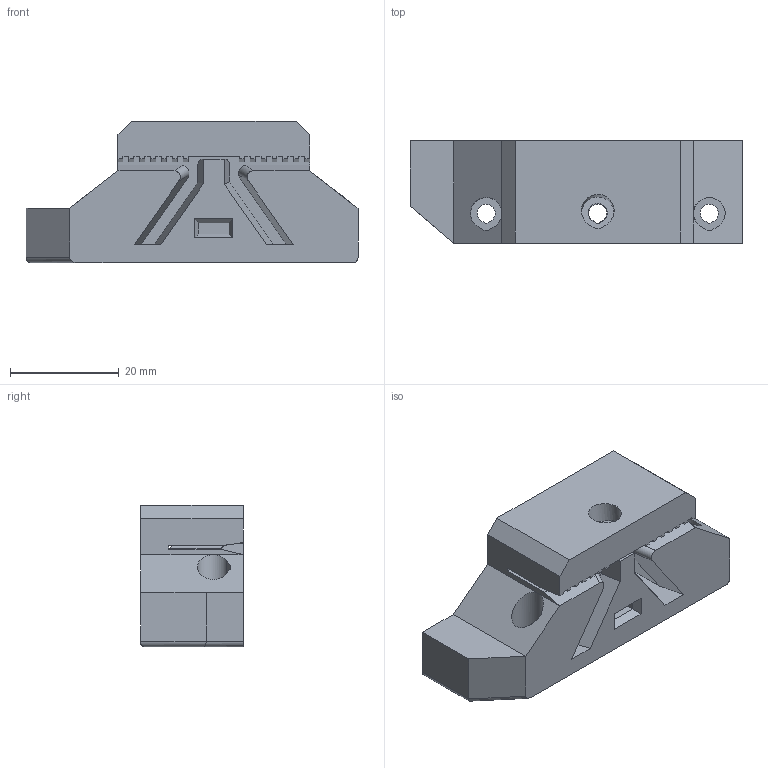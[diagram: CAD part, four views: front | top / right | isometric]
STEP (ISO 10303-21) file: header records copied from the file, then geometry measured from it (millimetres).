
FILE_DESCRIPTION(/* description */ (''),/* implementation_level */ '2;1');
FILE_NAME(/* name */ 'y_belt_holder_9mm_belt_bear2.1_mk2s-2.5-2.5s.step',/* time_stamp */ '2020-05-05T10:10:38+02:00',/* author */ (''),/* organization */ (''),/* preprocessor_version */ 'ST-DEVELOPER v18.1',/* originating_system */ 'Autodesk Translation Framework v9.2.0.1227',/* authorisation */ '');
FILE_SCHEMA (('AUTOMOTIVE_DESIGN { 1 0 10303 214 3 1 1 }'));
Length unit declared in the file: millimetre
Products named in the file (1): y_belt_holder_9mm_belt_bear2.1_mk2s-2.5-2.5s
Bounding box: 61 x 18.8 x 26 mm (x, y, z)
Volume: 20085.3 mm3; surface area: 8334.9 mm2
Topology: 1 solids, 5 shells, 193 faces, 517 edges, 336 vertices
Faces by surface type: plane 164, cylinder 26, torus 3
Entity records: 5997 total; most frequent: CARTESIAN_POINT 1081, ORIENTED_EDGE 1034, DIRECTION 955, EDGE_CURVE 517, LINE 463, VECTOR 463, VERTEX_POINT 336, AXIS2_PLACEMENT_3D 246
